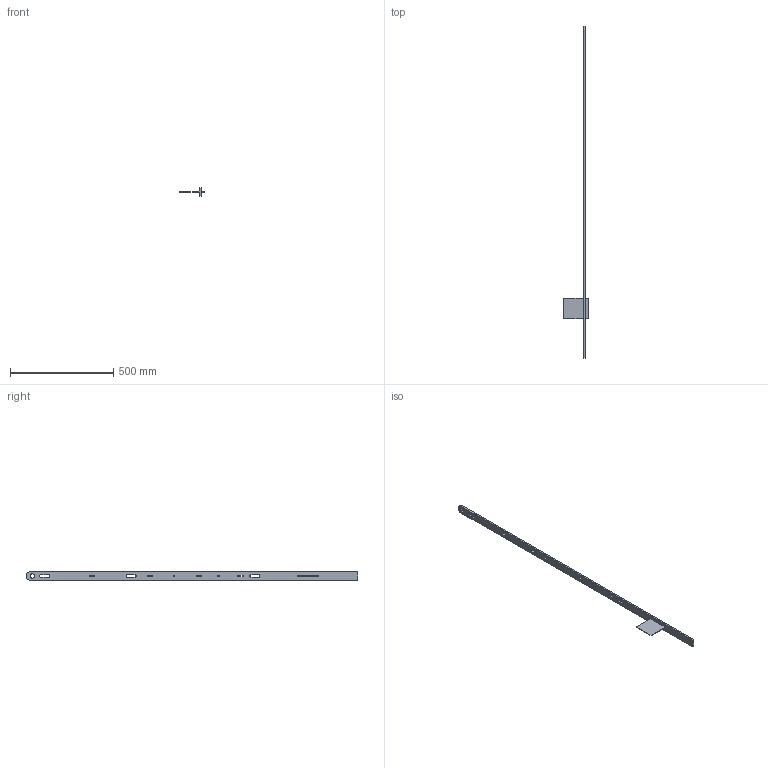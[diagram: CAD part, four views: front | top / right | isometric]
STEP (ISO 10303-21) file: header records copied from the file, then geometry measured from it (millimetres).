
FILE_DESCRIPTION (( 'STEP AP203' ), '1' );
FILE_NAME ('55EF01.STEP', '2025-01-21T09:39:00', ( '' ), ( '' ), 'SwSTEP 2.0', 'SolidWorks 2023', '' );
FILE_SCHEMA (( 'CONFIG_CONTROL_DESIGN' ));
Length unit declared in the file: millimetre
Products named in the file (3): 55EF01; 0149-020-16_end fixing bar trust plate; 0149-010-02_fixed panel_end bar
Assembly tree (2 placements, depth 2):
  55EF01
    0149-010-02_fixed panel_end bar
    0149-020-16_end fixing bar trust plate
Bounding box: 120 x 1610 x 40 mm (x, y, z)
Volume: 524312 mm3; surface area: 181048.5 mm2
Topology: 2 solids, 2 shells, 51 faces, 141 edges, 94 vertices
Faces by surface type: plane 37, cylinder 14
Entity records: 1972 total; most frequent: CARTESIAN_POINT 291, ORIENTED_EDGE 282, DIRECTION 281, EDGE_CURVE 141, LINE 113, VECTOR 113, VERTEX_POINT 94, AXIS2_PLACEMENT_3D 84
